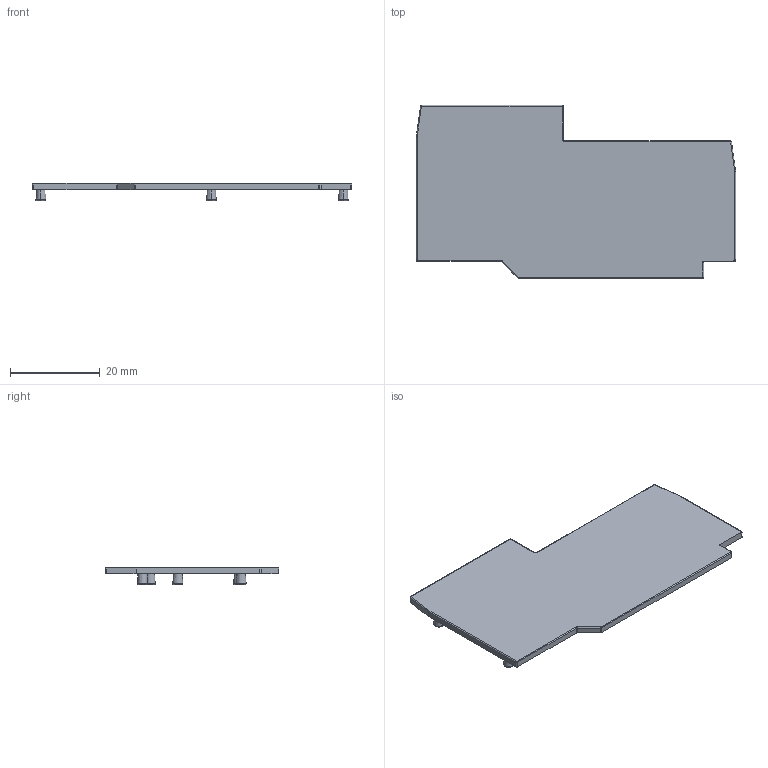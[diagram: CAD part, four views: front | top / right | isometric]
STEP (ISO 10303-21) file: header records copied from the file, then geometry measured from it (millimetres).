
FILE_DESCRIPTION((''),'2;1');
FILE_NAME('FIK25_3_AP_STEP','2016-06-14T',('Martin Stollburges'),(''),'CREO PARAMETRIC BY PTC INC, 2015290','CREO PARAMETRIC BY PTC INC, 2015290','');
FILE_SCHEMA(('CONFIG_CONTROL_DESIGN'));
Length unit declared in the file: millimetre
Products named in the file (1): FIK25_3_AP_STEP
Bounding box: 71.3 x 38.7 x 4 mm (x, y, z)
Volume: 3537.7 mm3; surface area: 5108.6 mm2
Topology: 1 solids, 1 shells, 111 faces, 244 edges, 145 vertices
Faces by surface type: cylinder 34, plane 25, cone 20, bspline 19, torus 13
Entity records: 3316 total; most frequent: CARTESIAN_POINT 792, DIRECTION 577, ORIENTED_EDGE 488, EDGE_CURVE 244, AXIS2_PLACEMENT_3D 242, CIRCLE 150, VERTEX_POINT 145, EDGE_LOOP 121
